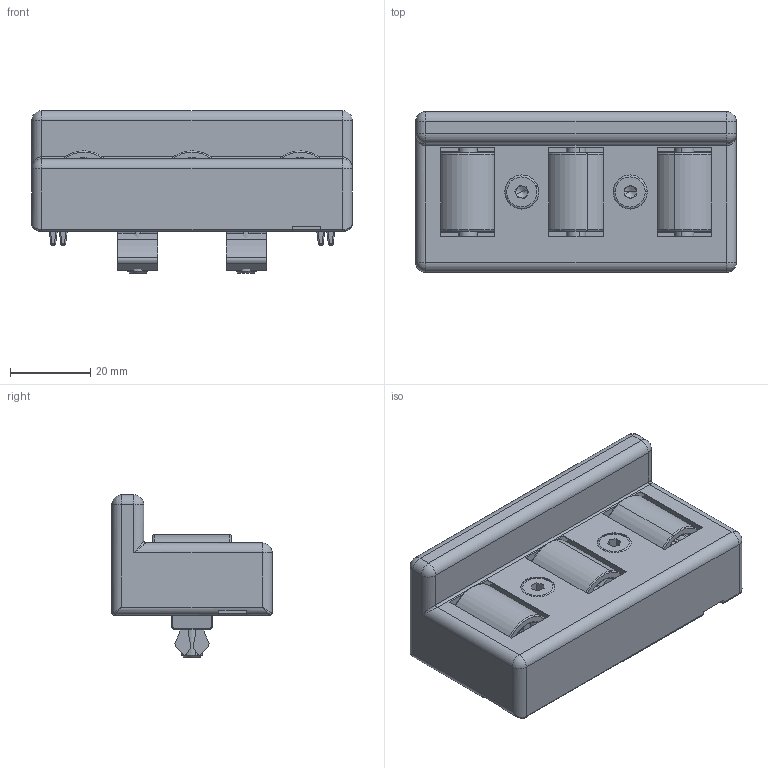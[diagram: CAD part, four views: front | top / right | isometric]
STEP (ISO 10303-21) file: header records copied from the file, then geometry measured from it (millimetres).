
FILE_DESCRIPTION (( 'STEP AP214' ), '1' );
FILE_NAME ('09309304.STEP', '2014-08-19T10:25:31', ( '' ), ( '' ), 'SwSTEP 2.0', 'SolidWorks 2014', '' );
FILE_SCHEMA (( 'AUTOMOTIVE_DESIGN' ));
Length unit declared in the file: millimetre
Products named in the file (5): 09309304; socket head thin cap screw_din_DIN 7984 - M5 x 25 --- 25C; 093093R01_Standard; 093093_09309304R01 mit Anschlag mit Schrauben; 093093R02_093 093 r02
Assembly tree (7 placements, depth 2):
  09309304
    093093R02_093 093 r02
    093093_09309304R01 mit Anschlag mit Schrauben
    093093R01_Standard  x3
    socket head thin cap screw_din_DIN 7984 - M5 x 25 --- 25C  x2
Bounding box: 80 x 40 x 40.5 mm (x, y, z)
Volume: 42443.4 mm3; surface area: 40817.7 mm2
Topology: 7 solids, 7 shells, 1006 faces, 2756 edges, 1732 vertices
Faces by surface type: plane 496, cylinder 336, torus 108, bspline 36, sphere 18, cone 12
Entity records: 25416 total; most frequent: CARTESIAN_POINT 5982, ORIENTED_EDGE 4148, DIRECTION 3942, EDGE_CURVE 2074, LINE 1372, VECTOR 1372, VERTEX_POINT 1311, AXIS2_PLACEMENT_3D 1285
